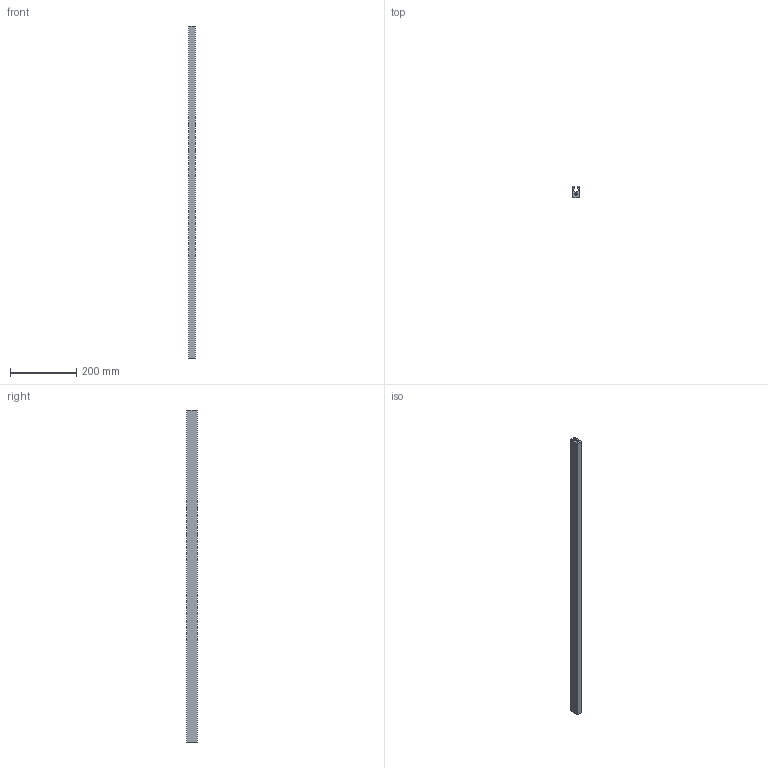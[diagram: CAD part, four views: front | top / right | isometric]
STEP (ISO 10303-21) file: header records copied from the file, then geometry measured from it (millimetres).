
FILE_DESCRIPTION((''),'2;1');
FILE_NAME('10002_PROFIL_18-5X32','2022-09-16T13:26:18',('PredragRovcanin'),('Audax d.o.o.'),'CREO PARAMETRIC BY PTC INC, 2020281','CREO PARAMETRIC BY PTC INC, 2020281','');
FILE_SCHEMA(('AUTOMOTIVE_DESIGN { 1 0 10303 214 1 1 1 1 }'));
Length unit declared in the file: millimetre
Products named in the file (1): 10002_PROFIL_18-5X32
Bounding box: 18.5 x 32 x 1000 mm (x, y, z)
Volume: 366085 mm3; surface area: 164036.9 mm2
Topology: 1 solids, 1 shells, 18 faces, 52 edges, 40 vertices
Faces by surface type: plane 16, cylinder 2
Entity records: 1251 total; most frequent: COLOUR_RGB 321, CARTESIAN_POINT 105, ORIENTED_EDGE 96, DIRECTION 94, PRESENTATION_STYLE_ASSIGNMENT 54, STYLED_ITEM 54, CURVE_STYLE 53, VECTOR 48
